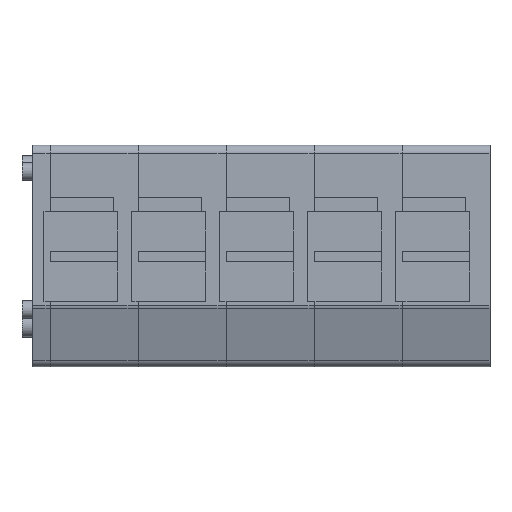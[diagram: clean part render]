
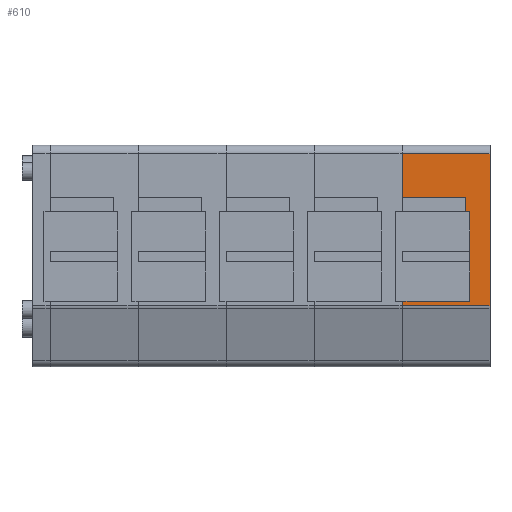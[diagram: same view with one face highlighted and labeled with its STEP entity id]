
A CAD part, top view. The second image highlights one B-rep face of the part: STEP entity #610.
In plain terms, the highlighted planar face has unit normal (0, 0, 1).
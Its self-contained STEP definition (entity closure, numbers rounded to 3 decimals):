
#610 = ADVANCED_FACE( '', ( #1241 ), #1242, .F. );
#1241 = FACE_OUTER_BOUND( '', #1957, .T. );
#1242 = PLANE( '', #1958 );
#1957 = EDGE_LOOP( '', ( #3327, #3328, #3329, #3330, #3331, #3332, #3333, #3334 ) );
#1958 = AXIS2_PLACEMENT_3D( '', #3335, #3336, #3337 );
#3327 = ORIENTED_EDGE( '', *, *, #4789, .T. );
#3328 = ORIENTED_EDGE( '', *, *, #4439, .T. );
#3329 = ORIENTED_EDGE( '', *, *, #4858, .F. );
#3330 = ORIENTED_EDGE( '', *, *, #4459, .T. );
#3331 = ORIENTED_EDGE( '', *, *, #4791, .T. );
#3332 = ORIENTED_EDGE( '', *, *, #4755, .F. );
#3333 = ORIENTED_EDGE( '', *, *, #4859, .F. );
#3334 = ORIENTED_EDGE( '', *, *, #4719, .T. );
#3335 = CARTESIAN_POINT( '', ( 2.5, 4.6, 4.55 ) );
#3336 = DIRECTION( '', ( 0., 0., -1. ) );
#3337 = DIRECTION( '', ( -1., 0., 0. ) );
#4439 = EDGE_CURVE( '', #5334, #5331, #5335, .F. );
#4459 = EDGE_CURVE( '', #5364, #5366, #5368, .T. );
#4719 = EDGE_CURVE( '', #5795, #5793, #5796, .T. );
#4755 = EDGE_CURVE( '', #5844, #5845, #5846, .T. );
#4789 = EDGE_CURVE( '', #5793, #5334, #5891, .T. );
#4791 = EDGE_CURVE( '', #5366, #5845, #5893, .T. );
#4858 = EDGE_CURVE( '', #5364, #5331, #5989, .T. );
#4859 = EDGE_CURVE( '', #5795, #5844, #5990, .T. );
#5331 = VERTEX_POINT( '', #6606 );
#5334 = VERTEX_POINT( '', #6609 );
#5335 = LINE( '', #6610, #6611 );
#5364 = VERTEX_POINT( '', #6652 );
#5366 = VERTEX_POINT( '', #6654 );
#5368 = LINE( '', #6656, #6657 );
#5793 = VERTEX_POINT( '', #7268 );
#5795 = VERTEX_POINT( '', #7271 );
#5796 = LINE( '', #7272, #7273 );
#5844 = VERTEX_POINT( '', #7346 );
#5845 = VERTEX_POINT( '', #7347 );
#5846 = LINE( '', #7348, #7349 );
#5891 = LINE( '', #7416, #7417 );
#5893 = LINE( '', #7420, #7421 );
#5989 = LINE( '', #7561, #7562 );
#5990 = LINE( '', #7563, #7564 );
#6606 = CARTESIAN_POINT( '', ( 2.5, -4.521, 4.55 ) );
#6609 = CARTESIAN_POINT( '', ( -2.5, -4.521, 4.55 ) );
#6610 = CARTESIAN_POINT( '', ( 2.5, -4.521, 4.55 ) );
#6611 = VECTOR( '', #8051, 1000. );
#6652 = CARTESIAN_POINT( '', ( 2.5, 4.1, 4.55 ) );
#6654 = CARTESIAN_POINT( '', ( -2.5, 4.1, 4.55 ) );
#6656 = CARTESIAN_POINT( '', ( 2.5, 4.1, 4.55 ) );
#6657 = VECTOR( '', #8073, 1000. );
#7268 = CARTESIAN_POINT( '', ( -2.5, -3.2, 4.55 ) );
#7271 = CARTESIAN_POINT( '', ( 1.1, -3.2, 4.55 ) );
#7272 = CARTESIAN_POINT( '', ( 1.1, -3.2, 4.55 ) );
#7273 = VECTOR( '', #8369, 1000. );
#7346 = CARTESIAN_POINT( '', ( 1.1, 1.6, 4.55 ) );
#7347 = CARTESIAN_POINT( '', ( -2.5, 1.6, 4.55 ) );
#7348 = CARTESIAN_POINT( '', ( 1.1, 1.6, 4.55 ) );
#7349 = VECTOR( '', #8401, 1000. );
#7416 = CARTESIAN_POINT( '', ( -2.5, 4.6, 4.55 ) );
#7417 = VECTOR( '', #8437, 1000. );
#7420 = CARTESIAN_POINT( '', ( -2.5, 4.6, 4.55 ) );
#7421 = VECTOR( '', #8439, 1000. );
#7561 = CARTESIAN_POINT( '', ( 2.5, 4.6, 4.55 ) );
#7562 = VECTOR( '', #8505, 1000. );
#7563 = CARTESIAN_POINT( '', ( 1.1, -3.2, 4.55 ) );
#7564 = VECTOR( '', #8506, 1000. );
#8051 = DIRECTION( '', ( -1., 0., 0. ) );
#8073 = DIRECTION( '', ( -1., 0., 0. ) );
#8369 = DIRECTION( '', ( -1., 0., 0. ) );
#8401 = DIRECTION( '', ( -1., 0., 0. ) );
#8437 = DIRECTION( '', ( 0., -1., 0. ) );
#8439 = DIRECTION( '', ( 0., -1., 0. ) );
#8505 = DIRECTION( '', ( 0., -1., 0. ) );
#8506 = DIRECTION( '', ( 0., 1., 0. ) );
